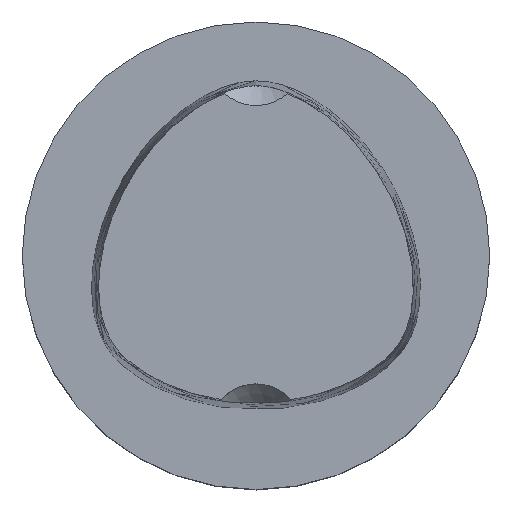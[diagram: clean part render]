
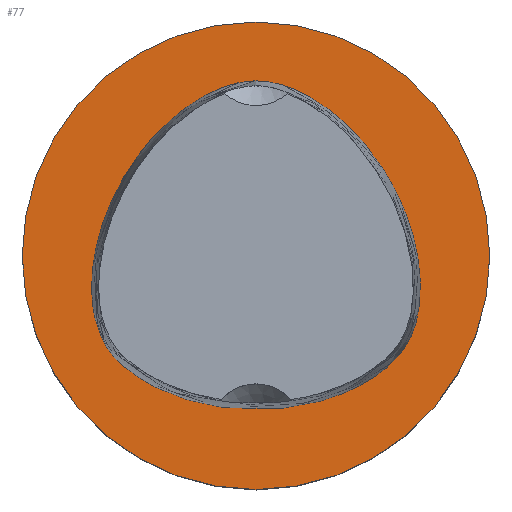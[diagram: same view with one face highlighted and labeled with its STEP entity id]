
A CAD part, top view. The second image highlights one B-rep face of the part: STEP entity #77.
In plain terms, the highlighted planar face has unit normal (0, 0, 1).
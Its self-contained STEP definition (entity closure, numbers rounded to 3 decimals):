
#77=ADVANCED_FACE('240[2]',(#183,#184),#185,.T.);
#94=EDGE_CURVE('240[2]',#210,#210,#211,.T.);
#107=EDGE_CURVE('240[2]',#227,#228,#229,.T.);
#137=EDGE_CURVE('240[2]',#228,#227,#267,.T.);
#183=FACE_BOUND('',#339,.T.);
#184=FACE_OUTER_BOUND('',#340,.T.);
#185=PLANE('',#341);
#210=VERTEX_POINT('',#408);
#211=CIRCLE('',#409,20.0);
#227=VERTEX_POINT('',#1392);
#228=VERTEX_POINT('',#1393);
#229=B_SPLINE_CURVE_WITH_KNOTS('',3,(#1394,#1395,#1396,#1397,#1398,#1399,#1400,#1401,#1402,#1403,#1404,#1405,#1406,#1407,#1408,#1409,#1410,#1411,#1412,#1413,#1414,#1415,#1416,#1417,#1418,#1419,#1420,#1421,#1422,#1423,#1424,#1425,#1426,#1427,#1428,#1429,#1430,#1431,#1432,#1433,#1434,#1435,#1436,#1437,#1438,#1439,#1440,#1441),.UNSPECIFIED.,.T.,.F.,(4,2,2,2,2,2,2,2,2,2,2,2,2,2,2,2,2,2,2,2,2,2,2,4),(0.0,7.934,12.983,18.411,25.597,33.513,43.675,55.129,61.688,67.188,72.765,80.918,84.541,86.312,88.057,92.601,95.351,99.208,103.118,110.466,114.727,118.863,123.484,127.746),.UNSPECIFIED.);
#267=B_SPLINE_CURVE_WITH_KNOTS('',3,(#1534,#1535,#1536,#1537,#1538,#1539,#1540,#1541,#1542,#1543,#1544,#1545,#1546,#1547,#1548,#1549,#1550,#1551,#1552,#1553,#1554,#1555,#1556,#1557,#1558,#1559,#1560,#1561,#1562,#1563,#1564,#1565,#1566,#1567,#1568,#1569,#1570,#1571,#1572,#1573,#1574,#1575,#1576,#1577,#1578,#1579,#1580,#1581),.UNSPECIFIED.,.T.,.F.,(4,2,2,2,2,2,2,2,2,2,2,2,2,2,2,2,2,2,2,2,2,2,2,4),(0.0,7.934,12.983,18.411,25.597,33.513,43.675,55.129,61.688,67.188,72.765,80.918,84.541,86.312,88.057,92.601,95.351,99.208,103.118,110.466,114.727,118.863,123.484,127.746),.UNSPECIFIED.);
#339=EDGE_LOOP('',(#1603,#1604));
#340=EDGE_LOOP('',(#1605));
#341=AXIS2_PLACEMENT_3D('',#1606,#1607,#1608);
#408=CARTESIAN_POINT('',(0.,20.0,0.));
#409=AXIS2_PLACEMENT_3D('',#1629,#1630,#1631);
#1392=CARTESIAN_POINT('',(0.,14.963,0.0));
#1393=CARTESIAN_POINT('',(0.,-13.059,0.0));
#1394=CARTESIAN_POINT('',(-11.186,6.943,0.0));
#1395=CARTESIAN_POINT('',(-9.819,9.207,0.));
#1396=CARTESIAN_POINT('',(-8.06,11.153,0.));
#1397=CARTESIAN_POINT('',(-4.94,13.468,0.));
#1398=CARTESIAN_POINT('',(-3.637,14.174,0.));
#1399=CARTESIAN_POINT('',(-1.006,15.004,0.));
#1400=CARTESIAN_POINT('',(0.046,14.987,0.));
#1401=CARTESIAN_POINT('',(1.345,14.872,0.));
#1402=CARTESIAN_POINT('',(2.213,14.679,0.));
#1403=CARTESIAN_POINT('',(4.314,13.807,0.));
#1404=CARTESIAN_POINT('',(5.577,13.084,0.));
#1405=CARTESIAN_POINT('',(8.625,10.543,0.));
#1406=CARTESIAN_POINT('',(10.14,8.732,0.));
#1407=CARTESIAN_POINT('',(12.671,4.413,0.));
#1408=CARTESIAN_POINT('',(13.567,1.899,0.));
#1409=CARTESIAN_POINT('',(14.105,-1.957,0.));
#1410=CARTESIAN_POINT('',(14.141,-3.478,0.));
#1411=CARTESIAN_POINT('',(13.633,-6.175,0.));
#1412=CARTESIAN_POINT('',(13.236,-7.069,0.));
#1413=CARTESIAN_POINT('',(12.269,-8.55,0.));
#1414=CARTESIAN_POINT('',(11.636,-9.228,0.));
#1415=CARTESIAN_POINT('',(9.552,-10.838,0.));
#1416=CARTESIAN_POINT('',(8.162,-11.508,0.));
#1417=CARTESIAN_POINT('',(6.317,-12.192,0.));
#1418=CARTESIAN_POINT('',(5.152,-12.606,0.));
#1419=CARTESIAN_POINT('',(2.517,-13.027,0.));
#1420=CARTESIAN_POINT('',(1.938,-13.06,0.));
#1421=CARTESIAN_POINT('',(1.024,-13.076,0.));
#1422=CARTESIAN_POINT('',(0.556,-13.061,0.));
#1423=CARTESIAN_POINT('',(-1.181,-13.056,0.));
#1424=CARTESIAN_POINT('',(-1.872,-13.154,0.));
#1425=CARTESIAN_POINT('',(-4.702,-12.661,0.));
#1426=CARTESIAN_POINT('',(-5.725,-12.4,0.));
#1427=CARTESIAN_POINT('',(-8.366,-11.438,0.));
#1428=CARTESIAN_POINT('',(-9.235,-10.919,0.));
#1429=CARTESIAN_POINT('',(-10.263,-10.265,0.));
#1430=CARTESIAN_POINT('',(-10.795,-9.881,0.));
#1431=CARTESIAN_POINT('',(-11.878,-9.022,0.));
#1432=CARTESIAN_POINT('',(-12.434,-8.46,0.));
#1433=CARTESIAN_POINT('',(-13.24,-6.989,0.));
#1434=CARTESIAN_POINT('',(-13.667,-6.058,0.));
#1435=CARTESIAN_POINT('',(-14.11,-3.572,0.));
#1436=CARTESIAN_POINT('',(-14.097,-2.21,0.));
#1437=CARTESIAN_POINT('',(-13.83,0.249,0.));
#1438=CARTESIAN_POINT('',(-13.52,1.652,0.));
#1439=CARTESIAN_POINT('',(-12.538,4.429,0.));
#1440=CARTESIAN_POINT('',(-11.921,5.727,0.));
#1441=CARTESIAN_POINT('',(-11.186,6.943,0.0));
#1534=CARTESIAN_POINT('',(-11.186,6.943,0.0));
#1535=CARTESIAN_POINT('',(-9.819,9.207,0.));
#1536=CARTESIAN_POINT('',(-8.06,11.153,0.));
#1537=CARTESIAN_POINT('',(-4.94,13.468,0.));
#1538=CARTESIAN_POINT('',(-3.637,14.174,0.));
#1539=CARTESIAN_POINT('',(-1.006,15.004,0.));
#1540=CARTESIAN_POINT('',(0.046,14.987,0.));
#1541=CARTESIAN_POINT('',(1.345,14.872,0.));
#1542=CARTESIAN_POINT('',(2.213,14.679,0.));
#1543=CARTESIAN_POINT('',(4.314,13.807,0.));
#1544=CARTESIAN_POINT('',(5.577,13.084,0.));
#1545=CARTESIAN_POINT('',(8.625,10.543,0.));
#1546=CARTESIAN_POINT('',(10.14,8.732,0.));
#1547=CARTESIAN_POINT('',(12.671,4.413,0.));
#1548=CARTESIAN_POINT('',(13.567,1.899,0.));
#1549=CARTESIAN_POINT('',(14.105,-1.957,0.));
#1550=CARTESIAN_POINT('',(14.141,-3.478,0.));
#1551=CARTESIAN_POINT('',(13.633,-6.175,0.));
#1552=CARTESIAN_POINT('',(13.236,-7.069,0.));
#1553=CARTESIAN_POINT('',(12.269,-8.55,0.));
#1554=CARTESIAN_POINT('',(11.636,-9.228,0.));
#1555=CARTESIAN_POINT('',(9.552,-10.838,0.));
#1556=CARTESIAN_POINT('',(8.162,-11.508,0.));
#1557=CARTESIAN_POINT('',(6.317,-12.192,0.));
#1558=CARTESIAN_POINT('',(5.152,-12.606,0.));
#1559=CARTESIAN_POINT('',(2.517,-13.027,0.));
#1560=CARTESIAN_POINT('',(1.938,-13.06,0.));
#1561=CARTESIAN_POINT('',(1.024,-13.076,0.));
#1562=CARTESIAN_POINT('',(0.556,-13.061,0.));
#1563=CARTESIAN_POINT('',(-1.181,-13.056,0.));
#1564=CARTESIAN_POINT('',(-1.872,-13.154,0.));
#1565=CARTESIAN_POINT('',(-4.702,-12.661,0.));
#1566=CARTESIAN_POINT('',(-5.725,-12.4,0.));
#1567=CARTESIAN_POINT('',(-8.366,-11.438,0.));
#1568=CARTESIAN_POINT('',(-9.235,-10.919,0.));
#1569=CARTESIAN_POINT('',(-10.263,-10.265,0.));
#1570=CARTESIAN_POINT('',(-10.795,-9.881,0.));
#1571=CARTESIAN_POINT('',(-11.878,-9.022,0.));
#1572=CARTESIAN_POINT('',(-12.434,-8.46,0.));
#1573=CARTESIAN_POINT('',(-13.24,-6.989,0.));
#1574=CARTESIAN_POINT('',(-13.667,-6.058,0.));
#1575=CARTESIAN_POINT('',(-14.11,-3.572,0.));
#1576=CARTESIAN_POINT('',(-14.097,-2.21,0.));
#1577=CARTESIAN_POINT('',(-13.83,0.249,0.));
#1578=CARTESIAN_POINT('',(-13.52,1.652,0.));
#1579=CARTESIAN_POINT('',(-12.538,4.429,0.));
#1580=CARTESIAN_POINT('',(-11.921,5.727,0.));
#1581=CARTESIAN_POINT('',(-11.186,6.943,0.0));
#1603=ORIENTED_EDGE('',*,*,#107,.T.);
#1604=ORIENTED_EDGE('',*,*,#137,.T.);
#1605=ORIENTED_EDGE('',*,*,#94,.F.);
#1606=CARTESIAN_POINT('',(0.,10.0,0.));
#1607=DIRECTION('',(0.,0.,1.0));
#1608=DIRECTION('',(1.0,0.,0.0));
#1629=CARTESIAN_POINT('',(0.0,0.0,0.0));
#1630=DIRECTION('',(0.,0.,-1.0));
#1631=DIRECTION('',(0.,1.0,0.));
